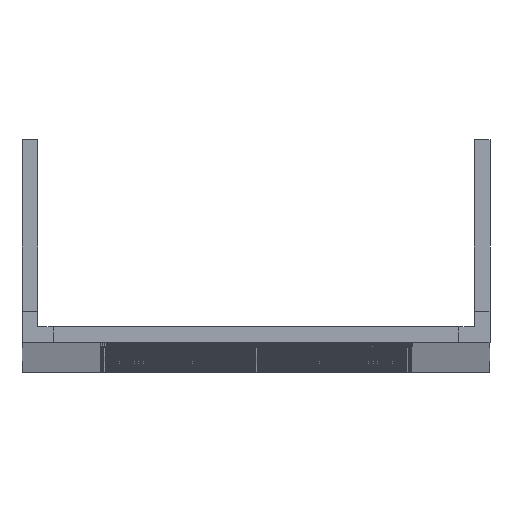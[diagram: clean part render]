
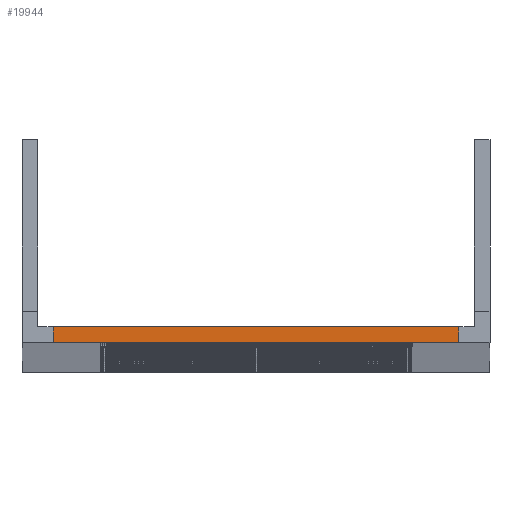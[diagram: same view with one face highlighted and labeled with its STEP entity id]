
A CAD part, top view. The second image highlights one B-rep face of the part: STEP entity #19944.
In plain terms, the highlighted planar face has unit normal (0, 0, 1).
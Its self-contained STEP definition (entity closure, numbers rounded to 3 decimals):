
#1511=FACE_OUTER_BOUND('',#2577,.T.);
#2577=EDGE_LOOP('',(#14846,#14847,#14848,#14849));
#3689=LINE('',#28925,#5753);
#3700=LINE('',#28946,#5764);
#4185=LINE('',#30778,#6249);
#4638=LINE('',#32545,#6702);
#5753=VECTOR('',#23087,10.);
#5764=VECTOR('',#23100,10.);
#6249=VECTOR('',#24481,10.);
#6702=VECTOR('',#25818,10.);
#7738=VERTEX_POINT('',#28921);
#7740=VERTEX_POINT('',#28924);
#7749=VERTEX_POINT('',#28944);
#8648=VERTEX_POINT('',#30777);
#9769=EDGE_CURVE('',#7740,#7738,#3689,.T.);
#9780=EDGE_CURVE('',#7738,#7749,#3700,.T.);
#10697=EDGE_CURVE('',#7740,#8648,#4185,.T.);
#11582=EDGE_CURVE('',#7749,#8648,#4638,.T.);
#14846=ORIENTED_EDGE('',*,*,#9769,.T.);
#14847=ORIENTED_EDGE('',*,*,#9780,.T.);
#14848=ORIENTED_EDGE('',*,*,#11582,.T.);
#14849=ORIENTED_EDGE('',*,*,#10697,.F.);
#18419=PLANE('',#21809);
#19944=ADVANCED_FACE('',(#1511),#18419,.T.);
#21809=AXIS2_PLACEMENT_3D('',#32554,#25830,#25831);
#23087=DIRECTION('',(0.,1.,0.));
#23100=DIRECTION('',(-1.,0.,0.));
#24481=DIRECTION('',(-1.,0.,0.));
#25818=DIRECTION('',(0.,-1.,0.));
#25830=DIRECTION('center_axis',(0.,0.,1.));
#25831=DIRECTION('ref_axis',(1.,0.,0.));
#28921=CARTESIAN_POINT('',(-4.,2.,0.));
#28924=CARTESIAN_POINT('',(-4.,0.,0.));
#28925=CARTESIAN_POINT('',(-4.,1.,0.));
#28944=CARTESIAN_POINT('',(-56.,2.,0.));
#28946=CARTESIAN_POINT('',(0.,2.,0.));
#30777=CARTESIAN_POINT('',(-56.,0.,0.));
#30778=CARTESIAN_POINT('',(0.,0.,0.));
#32545=CARTESIAN_POINT('',(-56.,1.,0.));
#32554=CARTESIAN_POINT('Origin',(-2.,4.,0.));
